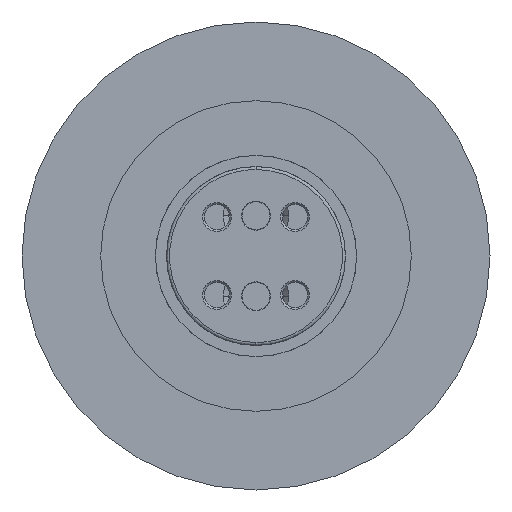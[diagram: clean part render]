
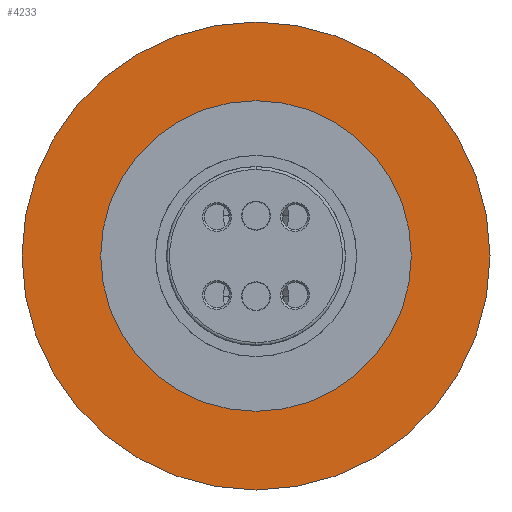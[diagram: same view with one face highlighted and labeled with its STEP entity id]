
A CAD part, front view. The second image highlights one B-rep face of the part: STEP entity #4233.
In plain terms, the highlighted planar face has unit normal (0, -1, 0).
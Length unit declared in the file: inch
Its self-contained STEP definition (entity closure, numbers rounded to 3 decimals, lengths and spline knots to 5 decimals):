
#556 = EDGE_CURVE ( 'NONE', #2195, #1500, #1407, .T. ) ;
#606 = EDGE_CURVE ( 'NONE', #2355, #1799, #1711, .T. ) ;
#684 = EDGE_CURVE ( 'NONE', #1500, #2195, #3078, .T. ) ;
#691 = EDGE_CURVE ( 'NONE', #1799, #2355, #3079, .T. ) ;
#882 = CARTESIAN_POINT ( 'NONE',  ( -0.785, -0.87271, 0. ) ) ;
#885 = PLANE ( 'NONE',  #6356 ) ;
#887 = DIRECTION ( 'NONE',  ( 0., -1., 0. ) ) ;
#888 = DIRECTION ( 'NONE',  ( 0., 0., -1. ) ) ;
#1407 = CIRCLE ( 'NONE', #6747, 0.521 ) ;
#1416 = EDGE_LOOP ( 'NONE', ( #5376, #5284 ) ) ;
#1500 = VERTEX_POINT ( 'NONE', #6172 ) ;
#1711 = CIRCLE ( 'NONE', #6690, 0.785 ) ;
#1799 = VERTEX_POINT ( 'NONE', #6198 ) ;
#2195 = VERTEX_POINT ( 'NONE', #6241 ) ;
#2355 = VERTEX_POINT ( 'NONE', #6255 ) ;
#2411 = EDGE_LOOP ( 'NONE', ( #5657, #5137 ) ) ;
#2568 = FACE_BOUND ( 'NONE', #1416, .T. ) ;
#3026 = FACE_OUTER_BOUND ( 'NONE', #2411, .T. ) ;
#3078 = CIRCLE ( 'NONE', #6442, 0.521 ) ;
#3079 = CIRCLE ( 'NONE', #6432, 0.785 ) ;
#3296 = CARTESIAN_POINT ( 'NONE',  ( 0., -0.87271, 0. ) ) ;
#3297 = DIRECTION ( 'NONE',  ( 0., 1., 0. ) ) ;
#3298 = DIRECTION ( 'NONE',  ( 0., 0., 1. ) ) ;
#3440 = CARTESIAN_POINT ( 'NONE',  ( 0., -0.87271, 0. ) ) ;
#3441 = DIRECTION ( 'NONE',  ( 0., 1., 0. ) ) ;
#3442 = DIRECTION ( 'NONE',  ( 0., 0., 1. ) ) ;
#4233 = ADVANCED_FACE ( 'NONE', ( #2568, #3026 ), #885, .T. ) ;
#4625 = CARTESIAN_POINT ( 'NONE',  ( 0., -0.87271, 0. ) ) ;
#4626 = DIRECTION ( 'NONE',  ( 0., 1., 0. ) ) ;
#4627 = DIRECTION ( 'NONE',  ( 0., 0., 1. ) ) ;
#4648 = CARTESIAN_POINT ( 'NONE',  ( 0., -0.87271, 0. ) ) ;
#4649 = DIRECTION ( 'NONE',  ( 0., 1., 0. ) ) ;
#4650 = DIRECTION ( 'NONE',  ( 0., 0., 1. ) ) ;
#5137 = ORIENTED_EDGE ( 'NONE', *, *, #691, .F. ) ;
#5284 = ORIENTED_EDGE ( 'NONE', *, *, #556, .T. ) ;
#5376 = ORIENTED_EDGE ( 'NONE', *, *, #684, .T. ) ;
#5657 = ORIENTED_EDGE ( 'NONE', *, *, #606, .F. ) ;
#6172 = CARTESIAN_POINT ( 'NONE',  ( 0., -0.87271, 0.521 ) ) ;
#6198 = CARTESIAN_POINT ( 'NONE',  ( 0., -0.87271, -0.785 ) ) ;
#6241 = CARTESIAN_POINT ( 'NONE',  ( 0., -0.87271, -0.521 ) ) ;
#6255 = CARTESIAN_POINT ( 'NONE',  ( 0., -0.87271, 0.785 ) ) ;
#6356 = AXIS2_PLACEMENT_3D ( 'NONE', #882, #887, #888 ) ;
#6432 = AXIS2_PLACEMENT_3D ( 'NONE', #4648, #4649, #4650 ) ;
#6442 = AXIS2_PLACEMENT_3D ( 'NONE', #4625, #4626, #4627 ) ;
#6690 = AXIS2_PLACEMENT_3D ( 'NONE', #3440, #3441, #3442 ) ;
#6747 = AXIS2_PLACEMENT_3D ( 'NONE', #3296, #3297, #3298 ) ;
